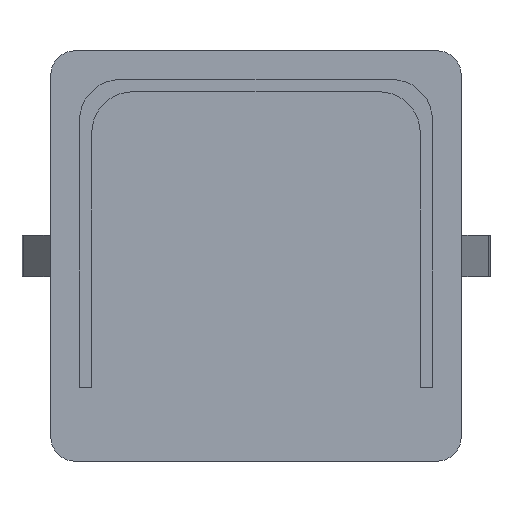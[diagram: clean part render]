
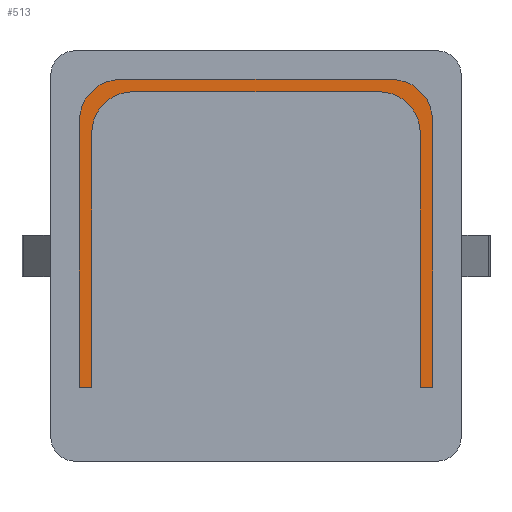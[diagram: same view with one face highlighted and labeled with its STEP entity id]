
A CAD part, front view. The second image highlights one B-rep face of the part: STEP entity #513.
In plain terms, the highlighted planar face has unit normal (0, -1, 0).
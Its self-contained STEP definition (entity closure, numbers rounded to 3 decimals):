
#1 = CARTESIAN_POINT ( 'NONE',  ( 55.216, -193.352, 35. ) ) ;
#20 = EDGE_CURVE ( 'NONE', #3232, #1217, #2744, .T. ) ;
#46 = CIRCLE ( 'NONE', #200, 10. ) ;
#78 = VERTEX_POINT ( 'NONE', #2455 ) ;
#131 = EDGE_CURVE ( 'NONE', #2600, #314, #1505, .T. ) ;
#154 = VERTEX_POINT ( 'NONE', #2254 ) ;
#185 = LINE ( 'NONE', #203, #1573 ) ;
#198 = VECTOR ( 'NONE', #1708, 1000. ) ;
#200 = AXIS2_PLACEMENT_3D ( 'NONE', #1939, #712, #462 ) ;
#203 = CARTESIAN_POINT ( 'NONE',  ( 52.216, -193.352, 48. ) ) ;
#226 = PLANE ( 'NONE',  #2382 ) ;
#248 = CARTESIAN_POINT ( 'NONE',  ( 135.216, -193.352, -27. ) ) ;
#255 = ORIENTED_EDGE ( 'NONE', *, *, #1435, .T. ) ;
#284 = LINE ( 'NONE', #1287, #1951 ) ;
#285 = LINE ( 'NONE', #3075, #1758 ) ;
#314 = VERTEX_POINT ( 'NONE', #600 ) ;
#339 = CIRCLE ( 'NONE', #763, 10. ) ;
#341 = EDGE_LOOP ( 'NONE', ( #2386, #1712, #593, #385, #2813, #255, #511, #676, #1968, #2445, #2862, #2001 ) ) ;
#385 = ORIENTED_EDGE ( 'NONE', *, *, #559, .T. ) ;
#398 = VERTEX_POINT ( 'NONE', #3173 ) ;
#412 = CARTESIAN_POINT ( 'NONE',  ( 138.216, -193.352, 38. ) ) ;
#421 = DIRECTION ( 'NONE',  ( 0., 1., 0. ) ) ;
#462 = DIRECTION ( 'NONE',  ( 0., 0., 1. ) ) ;
#492 = DIRECTION ( 'NONE',  ( 0., 1., 0. ) ) ;
#511 = ORIENTED_EDGE ( 'NONE', *, *, #2244, .T. ) ;
#513 = ADVANCED_FACE ( 'NONE', ( #2973 ), #226, .F. ) ;
#559 = EDGE_CURVE ( 'NONE', #398, #2679, #285, .T. ) ;
#593 = ORIENTED_EDGE ( 'NONE', *, *, #3050, .T. ) ;
#600 = CARTESIAN_POINT ( 'NONE',  ( 138.216, -193.352, -27. ) ) ;
#662 = VECTOR ( 'NONE', #943, 1000. ) ;
#676 = ORIENTED_EDGE ( 'NONE', *, *, #1339, .T. ) ;
#712 = DIRECTION ( 'NONE',  ( 0., -1., 0. ) ) ;
#763 = AXIS2_PLACEMENT_3D ( 'NONE', #1149, #421, #951 ) ;
#795 = EDGE_CURVE ( 'NONE', #1217, #154, #46, .T. ) ;
#826 = CARTESIAN_POINT ( 'NONE',  ( 135.216, -193.352, -27. ) ) ;
#863 = EDGE_CURVE ( 'NONE', #2262, #2600, #1192, .T. ) ;
#943 = DIRECTION ( 'NONE',  ( 0., 0., -1. ) ) ;
#951 = DIRECTION ( 'NONE',  ( 0., 0., 1. ) ) ;
#952 = CARTESIAN_POINT ( 'NONE',  ( 55.216, -193.352, -27. ) ) ;
#968 = EDGE_CURVE ( 'NONE', #2679, #1423, #2020, .T. ) ;
#978 = CARTESIAN_POINT ( 'NONE',  ( 135.216, -193.352, 45. ) ) ;
#1030 = LINE ( 'NONE', #2252, #1522 ) ;
#1149 = CARTESIAN_POINT ( 'NONE',  ( 65.216, -193.352, 35. ) ) ;
#1192 = LINE ( 'NONE', #978, #662 ) ;
#1217 = VERTEX_POINT ( 'NONE', #3252 ) ;
#1287 = CARTESIAN_POINT ( 'NONE',  ( 95.216, -193.352, 45. ) ) ;
#1307 = DIRECTION ( 'NONE',  ( 0., 1., 0. ) ) ;
#1321 = AXIS2_PLACEMENT_3D ( 'NONE', #3216, #3180, #1443 ) ;
#1339 = EDGE_CURVE ( 'NONE', #78, #2262, #2489, .T. ) ;
#1423 = VERTEX_POINT ( 'NONE', #1 ) ;
#1435 = EDGE_CURVE ( 'NONE', #1423, #2621, #339, .T. ) ;
#1443 = DIRECTION ( 'NONE',  ( 0., 0., 1. ) ) ;
#1505 = LINE ( 'NONE', #248, #198 ) ;
#1515 = DIRECTION ( 'NONE',  ( 0., 0., 1. ) ) ;
#1516 = CARTESIAN_POINT ( 'NONE',  ( 128.216, -193.352, 48. ) ) ;
#1522 = VECTOR ( 'NONE', #2550, 1000. ) ;
#1527 = CARTESIAN_POINT ( 'NONE',  ( 55.216, -193.352, 45. ) ) ;
#1573 = VECTOR ( 'NONE', #3226, 1000. ) ;
#1708 = DIRECTION ( 'NONE',  ( 1., 0., 0. ) ) ;
#1712 = ORIENTED_EDGE ( 'NONE', *, *, #795, .T. ) ;
#1758 = VECTOR ( 'NONE', #2286, 1000. ) ;
#1939 = CARTESIAN_POINT ( 'NONE',  ( 62.216, -193.352, 38. ) ) ;
#1951 = VECTOR ( 'NONE', #2766, 1000. ) ;
#1968 = ORIENTED_EDGE ( 'NONE', *, *, #863, .T. ) ;
#1990 = CARTESIAN_POINT ( 'NONE',  ( 135.216, -193.352, 35. ) ) ;
#2001 = ORIENTED_EDGE ( 'NONE', *, *, #2693, .T. ) ;
#2020 = LINE ( 'NONE', #1527, #2547 ) ;
#2155 = VERTEX_POINT ( 'NONE', #412 ) ;
#2211 = CIRCLE ( 'NONE', #1321, 10. ) ;
#2231 = CARTESIAN_POINT ( 'NONE',  ( 95.216, -193.352, 48. ) ) ;
#2244 = EDGE_CURVE ( 'NONE', #2621, #78, #284, .T. ) ;
#2252 = CARTESIAN_POINT ( 'NONE',  ( 138.216, -193.352, 48. ) ) ;
#2254 = CARTESIAN_POINT ( 'NONE',  ( 52.216, -193.352, 38. ) ) ;
#2262 = VERTEX_POINT ( 'NONE', #1990 ) ;
#2286 = DIRECTION ( 'NONE',  ( 1., 0., 0. ) ) ;
#2382 = AXIS2_PLACEMENT_3D ( 'NONE', #2767, #1307, #1515 ) ;
#2386 = ORIENTED_EDGE ( 'NONE', *, *, #20, .T. ) ;
#2445 = ORIENTED_EDGE ( 'NONE', *, *, #131, .T. ) ;
#2455 = CARTESIAN_POINT ( 'NONE',  ( 125.216, -193.352, 45. ) ) ;
#2475 = CARTESIAN_POINT ( 'NONE',  ( 65.216, -193.352, 45. ) ) ;
#2489 = CIRCLE ( 'NONE', #3184, 10. ) ;
#2547 = VECTOR ( 'NONE', #2779, 1000. ) ;
#2550 = DIRECTION ( 'NONE',  ( 0., 0., 1. ) ) ;
#2600 = VERTEX_POINT ( 'NONE', #826 ) ;
#2621 = VERTEX_POINT ( 'NONE', #2475 ) ;
#2679 = VERTEX_POINT ( 'NONE', #952 ) ;
#2693 = EDGE_CURVE ( 'NONE', #2155, #3232, #2211, .T. ) ;
#2742 = CARTESIAN_POINT ( 'NONE',  ( 125.216, -193.352, 35. ) ) ;
#2744 = LINE ( 'NONE', #2231, #3147 ) ;
#2766 = DIRECTION ( 'NONE',  ( 1., 0., 0. ) ) ;
#2767 = CARTESIAN_POINT ( 'NONE',  ( 0., -193.352, 0. ) ) ;
#2779 = DIRECTION ( 'NONE',  ( 0., 0., 1. ) ) ;
#2813 = ORIENTED_EDGE ( 'NONE', *, *, #968, .T. ) ;
#2862 = ORIENTED_EDGE ( 'NONE', *, *, #3264, .T. ) ;
#2973 = FACE_OUTER_BOUND ( 'NONE', #341, .T. ) ;
#3000 = DIRECTION ( 'NONE',  ( 0., 0., 1. ) ) ;
#3050 = EDGE_CURVE ( 'NONE', #154, #398, #185, .T. ) ;
#3075 = CARTESIAN_POINT ( 'NONE',  ( 55.216, -193.352, -27. ) ) ;
#3147 = VECTOR ( 'NONE', #3253, 1000. ) ;
#3173 = CARTESIAN_POINT ( 'NONE',  ( 52.216, -193.352, -27. ) ) ;
#3180 = DIRECTION ( 'NONE',  ( 0., -1., 0. ) ) ;
#3184 = AXIS2_PLACEMENT_3D ( 'NONE', #2742, #492, #3000 ) ;
#3216 = CARTESIAN_POINT ( 'NONE',  ( 128.216, -193.352, 38. ) ) ;
#3226 = DIRECTION ( 'NONE',  ( 0., 0., -1. ) ) ;
#3232 = VERTEX_POINT ( 'NONE', #1516 ) ;
#3252 = CARTESIAN_POINT ( 'NONE',  ( 62.216, -193.352, 48. ) ) ;
#3253 = DIRECTION ( 'NONE',  ( -1., 0., 0. ) ) ;
#3264 = EDGE_CURVE ( 'NONE', #314, #2155, #1030, .T. ) ;
